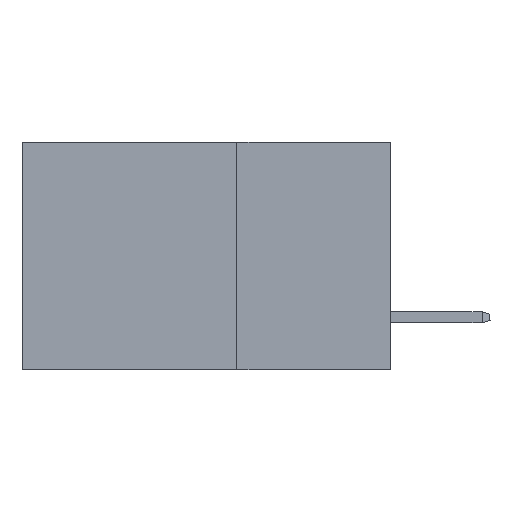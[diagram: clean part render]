
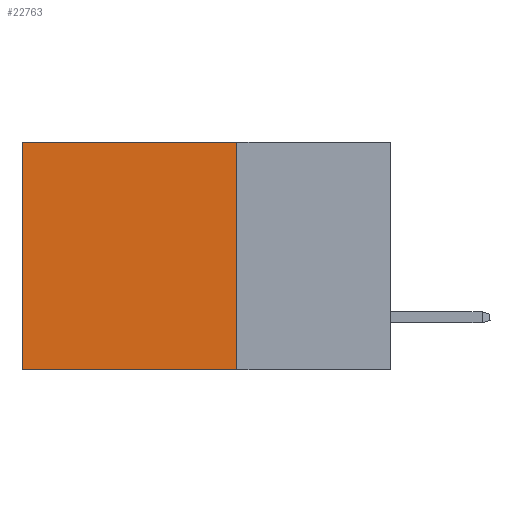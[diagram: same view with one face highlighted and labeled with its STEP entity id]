
A CAD part, left-side view. The second image highlights one B-rep face of the part: STEP entity #22763.
In plain terms, the highlighted planar face has unit normal (-1, 0, 0).
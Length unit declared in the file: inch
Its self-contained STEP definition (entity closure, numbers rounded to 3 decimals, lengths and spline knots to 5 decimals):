
#1985 = EDGE_LOOP ( 'NONE', ( #7881, #9374, #9027, #7290 ) ) ;
#3374 = CARTESIAN_POINT ( 'NONE',  ( 0.2875, 0.25, -0.37 ) ) ;
#3844 = DIRECTION ( 'NONE',  ( 1., 0., 0. ) ) ;
#3969 = LINE ( 'NONE', #24504, #21886 ) ;
#5679 = DIRECTION ( 'NONE',  ( 0., 1., 0. ) ) ;
#6022 = PLANE ( 'NONE',  #19624 ) ;
#6121 = FACE_OUTER_BOUND ( 'NONE', #1985, .T. ) ;
#6346 = DIRECTION ( 'NONE',  ( 0., 0., -1. ) ) ;
#7183 = EDGE_CURVE ( 'NONE', #8175, #13007, #30887, .T. ) ;
#7290 = ORIENTED_EDGE ( 'NONE', *, *, #15997, .T. ) ;
#7694 = CARTESIAN_POINT ( 'NONE',  ( 0.2875, 0.6, 0. ) ) ;
#7881 = ORIENTED_EDGE ( 'NONE', *, *, #7183, .T. ) ;
#8175 = VERTEX_POINT ( 'NONE', #7694 ) ;
#8265 = VECTOR ( 'NONE', #24773, 39.37008 ) ;
#9027 = ORIENTED_EDGE ( 'NONE', *, *, #11958, .F. ) ;
#9374 = ORIENTED_EDGE ( 'NONE', *, *, #11378, .F. ) ;
#11268 = LINE ( 'NONE', #27314, #8265 ) ;
#11378 = EDGE_CURVE ( 'NONE', #13757, #13007, #18049, .T. ) ;
#11604 = VERTEX_POINT ( 'NONE', #12824 ) ;
#11661 = CARTESIAN_POINT ( 'NONE',  ( 0.2875, 0.6, -0.37 ) ) ;
#11958 = EDGE_CURVE ( 'NONE', #11604, #13757, #11268, .T. ) ;
#12824 = CARTESIAN_POINT ( 'NONE',  ( 0.2875, 0.25, 0. ) ) ;
#13007 = VERTEX_POINT ( 'NONE', #11661 ) ;
#13757 = VERTEX_POINT ( 'NONE', #13766 ) ;
#13766 = CARTESIAN_POINT ( 'NONE',  ( 0.2875, 0.25, -0.37 ) ) ;
#14950 = VECTOR ( 'NONE', #5679, 39.37008 ) ;
#15997 = EDGE_CURVE ( 'NONE', #11604, #8175, #3969, .T. ) ;
#17896 = CARTESIAN_POINT ( 'NONE',  ( 0.2875, 0.6, 0. ) ) ;
#18049 = LINE ( 'NONE', #3374, #14950 ) ;
#19624 = AXIS2_PLACEMENT_3D ( 'NONE', #25134, #3844, #6346 ) ;
#20502 = DIRECTION ( 'NONE',  ( 0., 0., -1. ) ) ;
#21886 = VECTOR ( 'NONE', #22349, 39.37008 ) ;
#22349 = DIRECTION ( 'NONE',  ( 0., 1., 0. ) ) ;
#22763 = ADVANCED_FACE ( 'NONE', ( #6121 ), #6022, .F. ) ;
#24504 = CARTESIAN_POINT ( 'NONE',  ( 0.2875, 0.25, 0. ) ) ;
#24773 = DIRECTION ( 'NONE',  ( 0., 0., -1. ) ) ;
#25134 = CARTESIAN_POINT ( 'NONE',  ( 0.2875, 0.25, 0. ) ) ;
#27314 = CARTESIAN_POINT ( 'NONE',  ( 0.2875, 0.25, 0. ) ) ;
#30144 = VECTOR ( 'NONE', #20502, 39.37008 ) ;
#30887 = LINE ( 'NONE', #17896, #30144 ) ;
